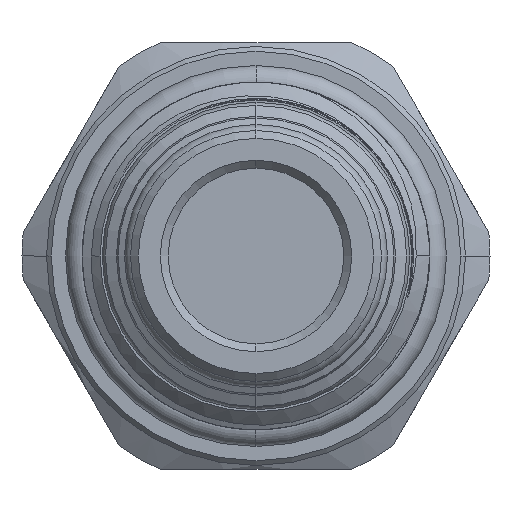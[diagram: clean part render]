
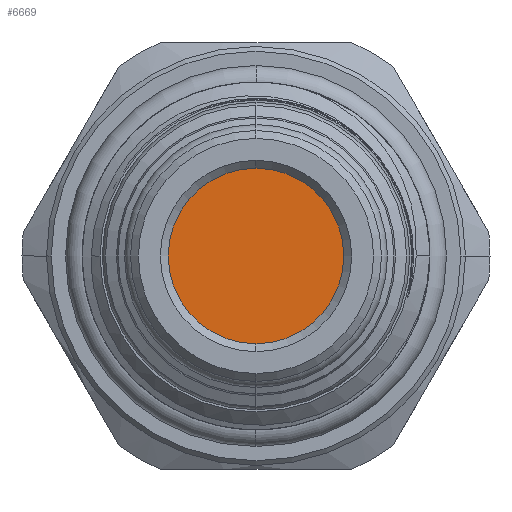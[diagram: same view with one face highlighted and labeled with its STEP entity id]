
A CAD part, left-side view. The second image highlights one B-rep face of the part: STEP entity #6669.
In plain terms, the highlighted planar face has unit normal (-1, 0, 0).
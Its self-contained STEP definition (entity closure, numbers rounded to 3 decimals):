
#216 = DIRECTION ( 'NONE',  ( -1., 0., 0. ) ) ;
#348 = EDGE_CURVE ( 'NONE', #12733, #14602, #7811, .T. ) ;
#517 = AXIS2_PLACEMENT_3D ( 'NONE', #37999, #19134, #16281 ) ;
#5473 = EDGE_CURVE ( 'NONE', #14602, #12733, #38295, .T. ) ;
#6669 = ADVANCED_FACE ( 'NONE', ( #26240 ), #20996, .T. ) ;
#7811 = CIRCLE ( 'NONE', #10779, 5.55 ) ;
#10779 = AXIS2_PLACEMENT_3D ( 'NONE', #30741, #216, #34245 ) ;
#11783 = DIRECTION ( 'NONE',  ( -1., 0., 0. ) ) ;
#12733 = VERTEX_POINT ( 'NONE', #34869 ) ;
#14021 = AXIS2_PLACEMENT_3D ( 'NONE', #21131, #11783, #27115 ) ;
#14602 = VERTEX_POINT ( 'NONE', #14650 ) ;
#14650 = CARTESIAN_POINT ( 'NONE',  ( -94.404, 0., 5.55 ) ) ;
#14882 = ORIENTED_EDGE ( 'NONE', *, *, #5473, .T. ) ;
#16281 = DIRECTION ( 'NONE',  ( 0., 0., 1. ) ) ;
#19134 = DIRECTION ( 'NONE',  ( -1., 0., 0. ) ) ;
#20996 = PLANE ( 'NONE',  #14021 ) ;
#21131 = CARTESIAN_POINT ( 'NONE',  ( -94.404, 0., 0. ) ) ;
#26240 = FACE_OUTER_BOUND ( 'NONE', #30790, .T. ) ;
#27115 = DIRECTION ( 'NONE',  ( 0., 0., 1. ) ) ;
#30741 = CARTESIAN_POINT ( 'NONE',  ( -94.404, 0., 0. ) ) ;
#30790 = EDGE_LOOP ( 'NONE', ( #38912, #14882 ) ) ;
#34245 = DIRECTION ( 'NONE',  ( 0., 0., 1. ) ) ;
#34869 = CARTESIAN_POINT ( 'NONE',  ( -94.404, 0., -5.55 ) ) ;
#37999 = CARTESIAN_POINT ( 'NONE',  ( -94.404, 0., 0. ) ) ;
#38295 = CIRCLE ( 'NONE', #517, 5.55 ) ;
#38912 = ORIENTED_EDGE ( 'NONE', *, *, #348, .T. ) ;
